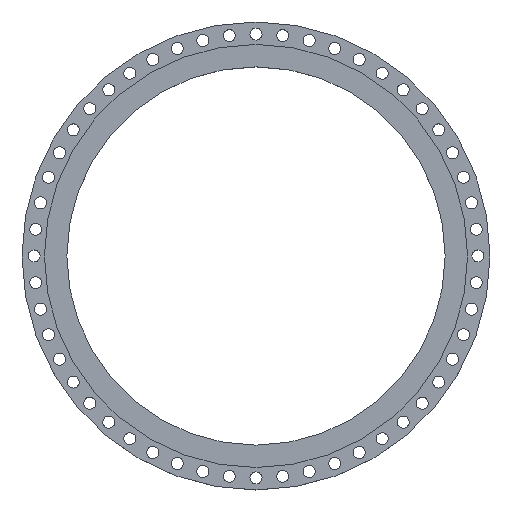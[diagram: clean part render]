
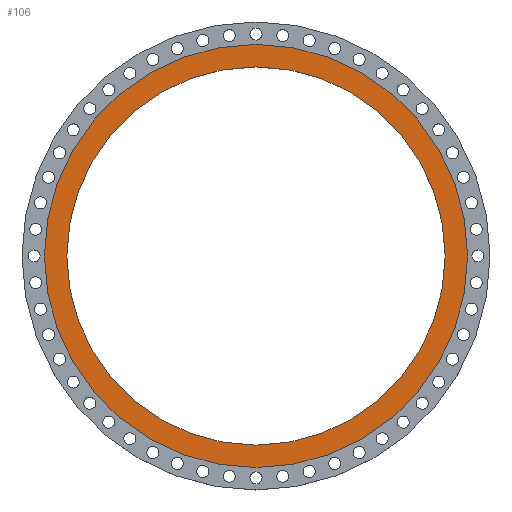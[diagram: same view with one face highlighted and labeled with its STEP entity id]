
A CAD part, top view. The second image highlights one B-rep face of the part: STEP entity #106.
In plain terms, the highlighted planar face has unit normal (0, 0, 1).
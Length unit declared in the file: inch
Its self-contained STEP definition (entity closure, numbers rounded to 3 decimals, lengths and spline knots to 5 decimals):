
#48 = VERTEX_POINT ( 'NONE', #3290 ) ;
#50 = FACE_BOUND ( 'NONE', #1667, .T. ) ;
#69 = DIRECTION ( 'NONE',  ( 1., 0., 0. ) ) ;
#98 = CARTESIAN_POINT ( 'NONE',  ( 0., 29.5, 0. ) ) ;
#106 = ADVANCED_FACE ( 'NONE', ( #50, #1414 ), #2749, .F. ) ;
#125 = ORIENTED_EDGE ( 'NONE', *, *, #575, .F. ) ;
#252 = ORIENTED_EDGE ( 'NONE', *, *, #894, .T. ) ;
#405 = CIRCLE ( 'NONE', #1335, 29.5 ) ;
#575 = EDGE_CURVE ( 'NONE', #1391, #2262, #405, .T. ) ;
#581 = VERTEX_POINT ( 'NONE', #987 ) ;
#894 = EDGE_CURVE ( 'NONE', #48, #581, #1814, .T. ) ;
#987 = CARTESIAN_POINT ( 'NONE',  ( 33., 0., 0. ) ) ;
#1025 = DIRECTION ( 'NONE',  ( 0., 0., 1. ) ) ;
#1276 = CIRCLE ( 'NONE', #1696, 29.5 ) ;
#1305 = DIRECTION ( 'NONE',  ( 0., 0., 1. ) ) ;
#1335 = AXIS2_PLACEMENT_3D ( 'NONE', #4015, #1305, #2647 ) ;
#1391 = VERTEX_POINT ( 'NONE', #2633 ) ;
#1405 = DIRECTION ( 'NONE',  ( 0., 0., 1. ) ) ;
#1414 = FACE_OUTER_BOUND ( 'NONE', #4122, .T. ) ;
#1481 = AXIS2_PLACEMENT_3D ( 'NONE', #1726, #1025, #4113 ) ;
#1491 = AXIS2_PLACEMENT_3D ( 'NONE', #3109, #1405, #69 ) ;
#1667 = EDGE_LOOP ( 'NONE', ( #3147, #125 ) ) ;
#1696 = AXIS2_PLACEMENT_3D ( 'NONE', #2997, #3945, #2644 ) ;
#1726 = CARTESIAN_POINT ( 'NONE',  ( 0., 0., 0. ) ) ;
#1733 = ORIENTED_EDGE ( 'NONE', *, *, #2804, .T. ) ;
#1814 = CIRCLE ( 'NONE', #1481, 33. ) ;
#1902 = EDGE_CURVE ( 'NONE', #2262, #1391, #1276, .T. ) ;
#1993 = CARTESIAN_POINT ( 'NONE',  ( 29.5, 0., 0. ) ) ;
#2262 = VERTEX_POINT ( 'NONE', #1993 ) ;
#2434 = DIRECTION ( 'NONE',  ( 0., 0., -1. ) ) ;
#2633 = CARTESIAN_POINT ( 'NONE',  ( -29.5, 0., 0. ) ) ;
#2644 = DIRECTION ( 'NONE',  ( 1., 0., 0. ) ) ;
#2647 = DIRECTION ( 'NONE',  ( 1., 0., 0. ) ) ;
#2749 = PLANE ( 'NONE',  #3312 ) ;
#2804 = EDGE_CURVE ( 'NONE', #581, #48, #4179, .T. ) ;
#2997 = CARTESIAN_POINT ( 'NONE',  ( 0., 0., 0. ) ) ;
#3109 = CARTESIAN_POINT ( 'NONE',  ( 0., 0., 0. ) ) ;
#3147 = ORIENTED_EDGE ( 'NONE', *, *, #1902, .F. ) ;
#3290 = CARTESIAN_POINT ( 'NONE',  ( -33., 0., 0. ) ) ;
#3312 = AXIS2_PLACEMENT_3D ( 'NONE', #98, #2434, #4119 ) ;
#3945 = DIRECTION ( 'NONE',  ( 0., 0., 1. ) ) ;
#4015 = CARTESIAN_POINT ( 'NONE',  ( 0., 0., 0. ) ) ;
#4113 = DIRECTION ( 'NONE',  ( 1., 0., 0. ) ) ;
#4119 = DIRECTION ( 'NONE',  ( -1., 0., 0. ) ) ;
#4122 = EDGE_LOOP ( 'NONE', ( #1733, #252 ) ) ;
#4179 = CIRCLE ( 'NONE', #1491, 33. ) ;
